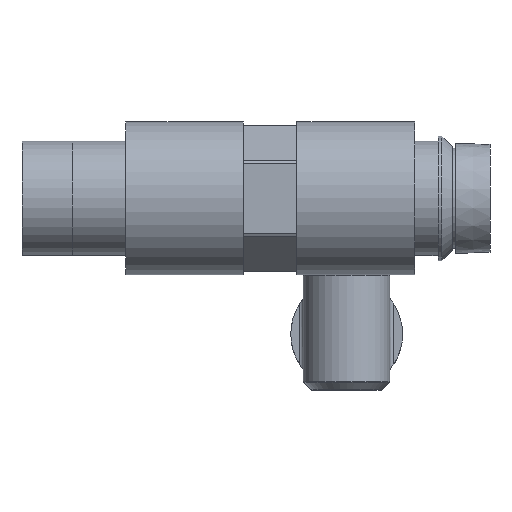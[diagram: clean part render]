
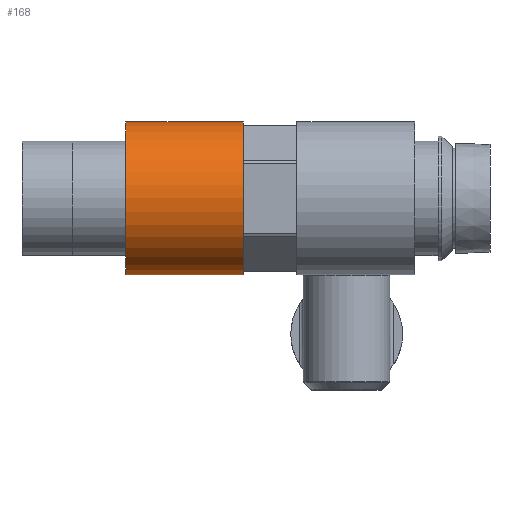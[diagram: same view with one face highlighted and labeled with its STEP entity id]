
A CAD part, left-side view. The second image highlights one B-rep face of the part: STEP entity #168.
In plain terms, the highlighted cylindrical face has radius 14.3 mm (diameter 28.6 mm), a partial arc.
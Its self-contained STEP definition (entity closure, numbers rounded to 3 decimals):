
#168 = ADVANCED_FACE ( 'NONE', ( #4220 ), #179, .T. ) ;
#179 = CYLINDRICAL_SURFACE ( 'NONE', #393, 14.3 ) ;
#393 = AXIS2_PLACEMENT_3D ( 'NONE', #3453, #2860, #3407 ) ;
#593 = VERTEX_POINT ( 'NONE', #3697 ) ;
#627 = CIRCLE ( 'NONE', #1026, 14.3 ) ;
#750 = AXIS2_PLACEMENT_3D ( 'NONE', #4728, #4746, #4764 ) ;
#966 = VECTOR ( 'NONE', #1974, 1000. ) ;
#1026 = AXIS2_PLACEMENT_3D ( 'NONE', #3521, #1243, #3902 ) ;
#1224 = ORIENTED_EDGE ( 'NONE', *, *, #4136, .T. ) ;
#1243 = DIRECTION ( 'NONE',  ( 0., 1., 0. ) ) ;
#1287 = LINE ( 'NONE', #2718, #4186 ) ;
#1357 = DIRECTION ( 'NONE',  ( 0., 1., 0. ) ) ;
#1505 = EDGE_CURVE ( 'NONE', #593, #1850, #2695, .T. ) ;
#1574 = EDGE_LOOP ( 'NONE', ( #4328, #2272, #1224, #2138 ) ) ;
#1850 = VERTEX_POINT ( 'NONE', #2422 ) ;
#1896 = LINE ( 'NONE', #3854, #966 ) ;
#1974 = DIRECTION ( 'NONE',  ( 0., 1., 0. ) ) ;
#2138 = ORIENTED_EDGE ( 'NONE', *, *, #1505, .F. ) ;
#2195 = EDGE_CURVE ( 'NONE', #4744, #593, #1287, .T. ) ;
#2272 = ORIENTED_EDGE ( 'NONE', *, *, #3177, .T. ) ;
#2422 = CARTESIAN_POINT ( 'NONE',  ( 0., 60., 14.3 ) ) ;
#2565 = CARTESIAN_POINT ( 'NONE',  ( 0., 38., 14.3 ) ) ;
#2695 = CIRCLE ( 'NONE', #750, 14.3 ) ;
#2718 = CARTESIAN_POINT ( 'NONE',  ( 0., 70., -14.3 ) ) ;
#2739 = VERTEX_POINT ( 'NONE', #2565 ) ;
#2860 = DIRECTION ( 'NONE',  ( 0., 1., 0. ) ) ;
#3177 = EDGE_CURVE ( 'NONE', #4744, #2739, #627, .T. ) ;
#3407 = DIRECTION ( 'NONE',  ( 0., 0., 1. ) ) ;
#3453 = CARTESIAN_POINT ( 'NONE',  ( 0., 70., 0. ) ) ;
#3521 = CARTESIAN_POINT ( 'NONE',  ( 0., 38., 0. ) ) ;
#3573 = CARTESIAN_POINT ( 'NONE',  ( 0., 38., -14.3 ) ) ;
#3697 = CARTESIAN_POINT ( 'NONE',  ( 0., 60., -14.3 ) ) ;
#3854 = CARTESIAN_POINT ( 'NONE',  ( 0., 70., 14.3 ) ) ;
#3902 = DIRECTION ( 'NONE',  ( 0., 0., 1. ) ) ;
#4136 = EDGE_CURVE ( 'NONE', #2739, #1850, #1896, .T. ) ;
#4186 = VECTOR ( 'NONE', #1357, 1000. ) ;
#4220 = FACE_OUTER_BOUND ( 'NONE', #1574, .T. ) ;
#4328 = ORIENTED_EDGE ( 'NONE', *, *, #2195, .F. ) ;
#4728 = CARTESIAN_POINT ( 'NONE',  ( 0., 60., 0. ) ) ;
#4744 = VERTEX_POINT ( 'NONE', #3573 ) ;
#4746 = DIRECTION ( 'NONE',  ( 0., 1., 0. ) ) ;
#4764 = DIRECTION ( 'NONE',  ( 0., 0., 1. ) ) ;
